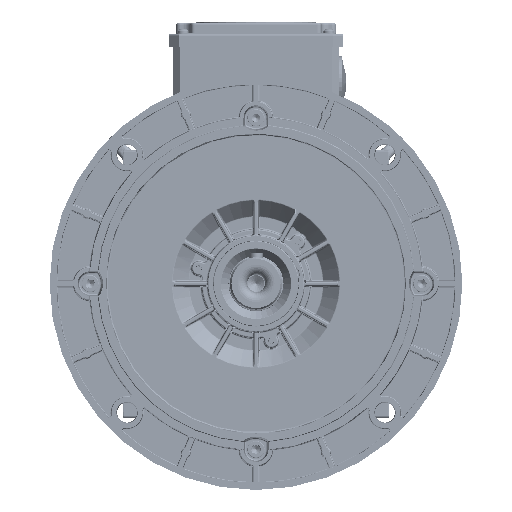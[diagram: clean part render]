
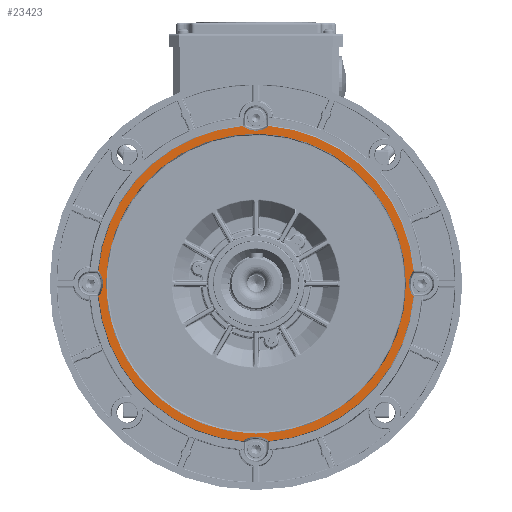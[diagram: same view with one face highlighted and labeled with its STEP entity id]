
A CAD part, top view. The second image highlights one B-rep face of the part: STEP entity #23423.
In plain terms, the highlighted planar face has unit normal (0, 0, 1).
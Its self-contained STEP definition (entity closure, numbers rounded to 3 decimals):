
#7480=B_SPLINE_CURVE_WITH_KNOTS('',3,(#206384,#206385,#206386,#206387),
 .UNSPECIFIED.,.F.,.F.,(4,4),(0.,1.),.UNSPECIFIED.);
#7500=B_SPLINE_CURVE_WITH_KNOTS('',3,(#206524,#206525,#206526,#206527),
 .UNSPECIFIED.,.F.,.F.,(4,4),(0.,1.),.UNSPECIFIED.);
#7516=B_SPLINE_CURVE_WITH_KNOTS('',3,(#206631,#206632,#206633,#206634),
 .UNSPECIFIED.,.F.,.F.,(4,4),(0.,1.),.UNSPECIFIED.);
#7607=B_SPLINE_CURVE_WITH_KNOTS('',3,(#207383,#207384,#207385,#207386),
 .UNSPECIFIED.,.F.,.F.,(4,4),(0.,1.),.UNSPECIFIED.);
#8469=B_SPLINE_CURVE_WITH_KNOTS('',3,(#216519,#216520,#216521,#216522),
 .UNSPECIFIED.,.F.,.F.,(4,4),(0.,1.),.UNSPECIFIED.);
#8470=B_SPLINE_CURVE_WITH_KNOTS('',3,(#216526,#216527,#216528,#216529),
 .UNSPECIFIED.,.F.,.F.,(4,4),(0.,1.),.UNSPECIFIED.);
#8471=B_SPLINE_CURVE_WITH_KNOTS('',3,(#216530,#216531,#216532,#216533),
 .UNSPECIFIED.,.F.,.F.,(4,4),(0.,1.),.UNSPECIFIED.);
#8472=B_SPLINE_CURVE_WITH_KNOTS('',3,(#216534,#216535,#216536,#216537),
 .UNSPECIFIED.,.F.,.F.,(4,4),(0.,1.),.UNSPECIFIED.);
#23423=ADVANCED_FACE('',(#47963,#47964),#29445,.T.);
#29445=PLANE('',#141684);
#47963=FACE_BOUND('',#50753,.T.);
#47964=FACE_BOUND('',#50754,.T.);
#50753=EDGE_LOOP('',(#66524,#66525,#66526,#66527,#66528,#66529,#66530,#66531,
#66532,#66533,#66534,#66535,#66536,#66537,#66538,#66539,#66540,#66541,#66542,
#66543));
#50754=EDGE_LOOP('',(#66544));
#66524=ORIENTED_EDGE('',*,*,#114538,.T.);
#66525=ORIENTED_EDGE('',*,*,#113753,.T.);
#66526=ORIENTED_EDGE('',*,*,#112155,.T.);
#66527=ORIENTED_EDGE('',*,*,#112151,.T.);
#66528=ORIENTED_EDGE('',*,*,#112670,.T.);
#66529=ORIENTED_EDGE('',*,*,#112373,.T.);
#66530=ORIENTED_EDGE('',*,*,#114539,.T.);
#66531=ORIENTED_EDGE('',*,*,#114540,.T.);
#66532=ORIENTED_EDGE('',*,*,#112673,.T.);
#66533=ORIENTED_EDGE('',*,*,#112172,.T.);
#66534=ORIENTED_EDGE('',*,*,#112181,.T.);
#66535=ORIENTED_EDGE('',*,*,#113750,.T.);
#66536=ORIENTED_EDGE('',*,*,#114541,.T.);
#66537=ORIENTED_EDGE('',*,*,#112183,.T.);
#66538=ORIENTED_EDGE('',*,*,#112675,.T.);
#66539=ORIENTED_EDGE('',*,*,#112121,.T.);
#66540=ORIENTED_EDGE('',*,*,#113752,.T.);
#66541=ORIENTED_EDGE('',*,*,#114542,.T.);
#66542=ORIENTED_EDGE('',*,*,#112666,.T.);
#66543=ORIENTED_EDGE('',*,*,#114543,.T.);
#66544=ORIENTED_EDGE('',*,*,#112664,.T.);
#96243=VERTEX_POINT('',#206383);
#96244=VERTEX_POINT('',#206388);
#96270=VERTEX_POINT('',#206510);
#96271=VERTEX_POINT('',#206511);
#96274=VERTEX_POINT('',#206528);
#96287=VERTEX_POINT('',#206594);
#96288=VERTEX_POINT('',#206595);
#96296=VERTEX_POINT('',#206630);
#96297=VERTEX_POINT('',#206641);
#96298=VERTEX_POINT('',#206642);
#96458=VERTEX_POINT('',#207382);
#96459=VERTEX_POINT('',#207387);
#96697=VERTEX_POINT('',#208433);
#96699=VERTEX_POINT('',#208438);
#96700=VERTEX_POINT('',#208439);
#96702=VERTEX_POINT('',#208456);
#97512=VERTEX_POINT('',#213494);
#97513=VERTEX_POINT('',#213501);
#97514=VERTEX_POINT('',#213505);
#97852=VERTEX_POINT('',#216523);
#97853=VERTEX_POINT('',#216525);
#112121=EDGE_CURVE('',#96244,#96243,#7480,.T.);
#112151=EDGE_CURVE('',#96270,#96271,#132162,.T.);
#112155=EDGE_CURVE('',#96274,#96270,#7500,.T.);
#112172=EDGE_CURVE('',#96287,#96288,#132169,.T.);
#112181=EDGE_CURVE('',#96288,#96296,#7516,.T.);
#112183=EDGE_CURVE('',#96297,#96298,#132172,.T.);
#112373=EDGE_CURVE('',#96459,#96458,#7607,.T.);
#112664=EDGE_CURVE('',#96697,#96697,#132341,.T.);
#112666=EDGE_CURVE('',#96699,#96700,#132343,.T.);
#112670=EDGE_CURVE('',#96271,#96459,#132345,.T.);
#112673=EDGE_CURVE('',#96702,#96287,#132348,.T.);
#112675=EDGE_CURVE('',#96298,#96244,#132349,.T.);
#113750=EDGE_CURVE('',#96296,#97512,#132783,.T.);
#113752=EDGE_CURVE('',#96243,#97513,#132784,.T.);
#113753=EDGE_CURVE('',#97514,#96274,#132785,.T.);
#114538=EDGE_CURVE('',#97852,#97514,#8469,.T.);
#114539=EDGE_CURVE('',#96458,#97853,#133164,.T.);
#114540=EDGE_CURVE('',#97853,#96702,#8470,.T.);
#114541=EDGE_CURVE('',#97512,#96297,#8471,.T.);
#114542=EDGE_CURVE('',#97513,#96699,#8472,.T.);
#114543=EDGE_CURVE('',#96700,#97852,#133165,.T.);
#132162=CIRCLE('',#140031,15.356);
#132169=CIRCLE('',#140043,16.363);
#132172=CIRCLE('',#140048,15.356);
#132341=CIRCLE('',#140330,109.);
#132343=CIRCLE('',#140333,15.356);
#132345=CIRCLE('',#140336,16.363);
#132348=CIRCLE('',#140340,15.356);
#132349=CIRCLE('',#140342,16.363);
#132783=CIRCLE('',#141013,114.866);
#132784=CIRCLE('',#141015,114.866);
#132785=CIRCLE('',#141017,114.866);
#133164=CIRCLE('',#141682,114.866);
#133165=CIRCLE('',#141683,16.363);
#140031=AXIS2_PLACEMENT_3D('',#206509,#157672,#157673);
#140043=AXIS2_PLACEMENT_3D('',#206593,#157698,#157699);
#140048=AXIS2_PLACEMENT_3D('',#206640,#157708,#157709);
#140330=AXIS2_PLACEMENT_3D('',#208432,#158388,#158389);
#140333=AXIS2_PLACEMENT_3D('',#208437,#158394,#158395);
#140336=AXIS2_PLACEMENT_3D('',#208450,#158400,#158401);
#140340=AXIS2_PLACEMENT_3D('',#208455,#158408,#158409);
#140342=AXIS2_PLACEMENT_3D('',#208462,#158412,#158413);
#141013=AXIS2_PLACEMENT_3D('',#213495,#159929,#159930);
#141015=AXIS2_PLACEMENT_3D('',#213502,#159933,#159934);
#141017=AXIS2_PLACEMENT_3D('',#213504,#159937,#159938);
#141682=AXIS2_PLACEMENT_3D('',#216524,#161381,#161382);
#141683=AXIS2_PLACEMENT_3D('',#216538,#161383,#161384);
#141684=AXIS2_PLACEMENT_3D('',#216539,#161385,#161386);
#157672=DIRECTION('',(0.,0.,-1.));
#157673=DIRECTION('',(1.,0.,0.));
#157698=DIRECTION('',(0.,0.,-1.));
#157699=DIRECTION('',(1.,0.,0.));
#157708=DIRECTION('',(0.,0.,-1.));
#157709=DIRECTION('',(1.,0.,0.));
#158388=DIRECTION('',(0.,0.,-1.));
#158389=DIRECTION('',(1.,0.,0.));
#158394=DIRECTION('',(0.,0.,-1.));
#158395=DIRECTION('',(1.,0.,0.));
#158400=DIRECTION('',(0.,0.,-1.));
#158401=DIRECTION('',(1.,0.,0.));
#158408=DIRECTION('',(0.,0.,-1.));
#158409=DIRECTION('',(1.,0.,0.));
#158412=DIRECTION('',(0.,0.,-1.));
#158413=DIRECTION('',(1.,0.,0.));
#159929=DIRECTION('',(0.,0.,1.));
#159930=DIRECTION('',(1.,0.,0.));
#159933=DIRECTION('',(0.,0.,1.));
#159934=DIRECTION('',(1.,0.,0.));
#159937=DIRECTION('',(0.,0.,1.));
#159938=DIRECTION('',(1.,0.,0.));
#161381=DIRECTION('',(0.,0.,1.));
#161382=DIRECTION('',(1.,0.,0.));
#161383=DIRECTION('',(0.,0.,-1.));
#161384=DIRECTION('',(1.,0.,0.));
#161385=DIRECTION('',(0.,0.,1.));
#161386=DIRECTION('',(1.,0.,0.));
#206383=CARTESIAN_POINT('',(250.689,114.488,364.5));
#206384=CARTESIAN_POINT('',(251.072,113.983,364.5));
#206385=CARTESIAN_POINT('',(250.893,114.104,364.5));
#206386=CARTESIAN_POINT('',(250.758,114.281,364.5));
#206387=CARTESIAN_POINT('',(250.689,114.488,364.5));
#206388=CARTESIAN_POINT('',(251.072,113.983,364.5));
#206509=CARTESIAN_POINT('',(260.,-126.493,364.5));
#206510=CARTESIAN_POINT('',(251.068,-114.001,364.5));
#206511=CARTESIAN_POINT('',(260.014,-111.136,364.5));
#206524=CARTESIAN_POINT('',(250.705,-114.489,364.5));
#206525=CARTESIAN_POINT('',(250.771,-114.295,364.5));
#206526=CARTESIAN_POINT('',(250.898,-114.123,364.5));
#206527=CARTESIAN_POINT('',(251.068,-114.001,364.5));
#206528=CARTESIAN_POINT('',(250.705,-114.489,364.5));
#206593=CARTESIAN_POINT('',(387.496,-0.298,364.5));
#206594=CARTESIAN_POINT('',(371.136,0.014,364.5));
#206595=CARTESIAN_POINT('',(373.983,8.928,364.5));
#206630=CARTESIAN_POINT('',(374.488,9.311,364.5));
#206631=CARTESIAN_POINT('',(373.983,8.928,364.5));
#206632=CARTESIAN_POINT('',(374.104,9.107,364.5));
#206633=CARTESIAN_POINT('',(374.281,9.242,364.5));
#206634=CARTESIAN_POINT('',(374.488,9.311,364.5));
#206640=CARTESIAN_POINT('',(260.,126.493,364.5));
#206641=CARTESIAN_POINT('',(268.932,114.001,364.5));
#206642=CARTESIAN_POINT('',(259.986,111.136,364.5));
#207382=CARTESIAN_POINT('',(269.311,-114.488,364.5));
#207383=CARTESIAN_POINT('',(268.928,-113.983,364.5));
#207384=CARTESIAN_POINT('',(269.107,-114.104,364.5));
#207385=CARTESIAN_POINT('',(269.242,-114.281,364.5));
#207386=CARTESIAN_POINT('',(269.311,-114.488,364.5));
#207387=CARTESIAN_POINT('',(268.928,-113.983,364.5));
#208432=CARTESIAN_POINT('',(260.,0.,364.5));
#208433=CARTESIAN_POINT('',(369.,0.,364.5));
#208437=CARTESIAN_POINT('',(133.507,0.,364.5));
#208438=CARTESIAN_POINT('',(145.999,8.932,364.5));
#208439=CARTESIAN_POINT('',(148.864,-0.014,364.5));
#208450=CARTESIAN_POINT('',(259.702,-127.496,364.5));
#208455=CARTESIAN_POINT('',(386.493,0.,364.5));
#208456=CARTESIAN_POINT('',(374.001,-8.932,364.5));
#208462=CARTESIAN_POINT('',(260.298,127.496,364.5));
#213494=CARTESIAN_POINT('',(269.295,114.489,364.5));
#213495=CARTESIAN_POINT('',(260.,0.,364.5));
#213501=CARTESIAN_POINT('',(145.511,9.295,364.5));
#213502=CARTESIAN_POINT('',(260.,0.,364.5));
#213504=CARTESIAN_POINT('',(260.,0.,364.5));
#213505=CARTESIAN_POINT('',(145.512,-9.311,364.5));
#216519=CARTESIAN_POINT('',(146.017,-8.929,364.5));
#216520=CARTESIAN_POINT('',(145.896,-9.107,364.5));
#216521=CARTESIAN_POINT('',(145.719,-9.242,364.5));
#216522=CARTESIAN_POINT('',(145.512,-9.311,364.5));
#216523=CARTESIAN_POINT('',(146.017,-8.929,364.5));
#216524=CARTESIAN_POINT('',(260.,0.,364.5));
#216525=CARTESIAN_POINT('',(374.489,-9.295,364.5));
#216526=CARTESIAN_POINT('',(374.489,-9.295,364.5));
#216527=CARTESIAN_POINT('',(374.295,-9.229,364.5));
#216528=CARTESIAN_POINT('',(374.123,-9.102,364.5));
#216529=CARTESIAN_POINT('',(374.001,-8.932,364.5));
#216530=CARTESIAN_POINT('',(269.295,114.489,364.5));
#216531=CARTESIAN_POINT('',(269.229,114.295,364.5));
#216532=CARTESIAN_POINT('',(269.102,114.123,364.5));
#216533=CARTESIAN_POINT('',(268.932,114.001,364.5));
#216534=CARTESIAN_POINT('',(145.511,9.295,364.5));
#216535=CARTESIAN_POINT('',(145.705,9.229,364.5));
#216536=CARTESIAN_POINT('',(145.877,9.102,364.5));
#216537=CARTESIAN_POINT('',(145.999,8.932,364.5));
#216538=CARTESIAN_POINT('',(132.504,0.298,364.5));
#216539=CARTESIAN_POINT('',(260.,0.,364.5));
